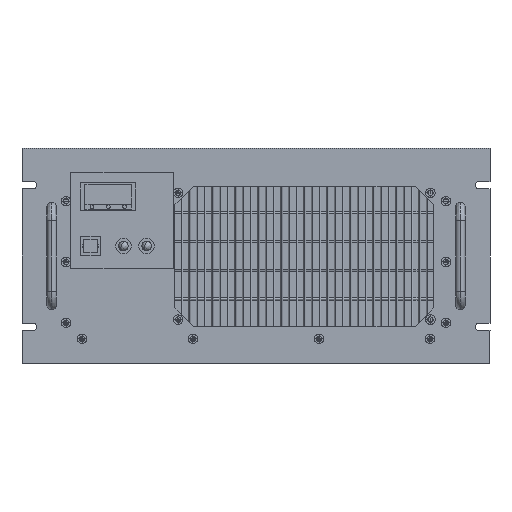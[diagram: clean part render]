
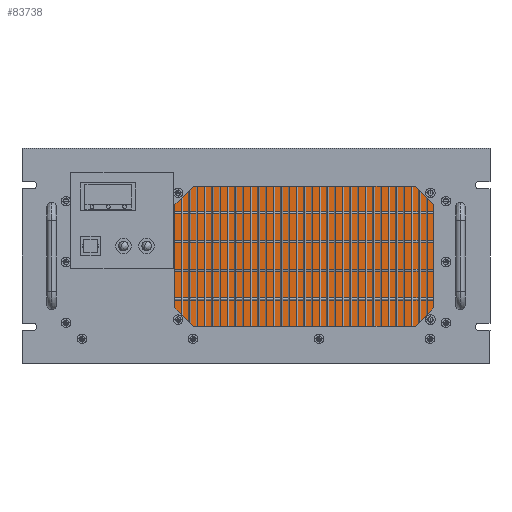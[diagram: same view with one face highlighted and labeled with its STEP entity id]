
A CAD part, front view. The second image highlights one B-rep face of the part: STEP entity #83738.
In plain terms, the highlighted planar face has unit normal (0, -1, 0).
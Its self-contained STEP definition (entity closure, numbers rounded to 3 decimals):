
#4873 = CARTESIAN_POINT ( 'NONE',  ( 474.225, 11.156, 11.282 ) ) ;
#12403 = VECTOR ( 'NONE', #107245, 39.37 ) ;
#22347 = EDGE_CURVE ( 'NONE', #83822, #91010, #29603, .T. ) ;
#24403 = ORIENTED_EDGE ( 'NONE', *, *, #22347, .T. ) ;
#29603 = LINE ( 'NONE', #42612, #72054 ) ;
#29995 = CARTESIAN_POINT ( 'NONE',  ( 474.225, 11.156, 5.351 ) ) ;
#33211 = CARTESIAN_POINT ( 'NONE',  ( 474.225, 11.156, 5.351 ) ) ;
#37714 = CARTESIAN_POINT ( 'NONE',  ( 463.035, 11.156, 5.351 ) ) ;
#38659 = LINE ( 'NONE', #46422, #81094 ) ;
#42612 = CARTESIAN_POINT ( 'NONE',  ( 463.231, 11.156, 11.282 ) ) ;
#45628 = PLANE ( 'NONE',  #90336 ) ;
#45971 = VERTEX_POINT ( 'NONE', #33211 ) ;
#46422 = CARTESIAN_POINT ( 'NONE',  ( 463.035, 11.156, 5.351 ) ) ;
#48001 = FACE_OUTER_BOUND ( 'NONE', #65461, .T. ) ;
#49123 = LINE ( 'NONE', #29995, #91476 ) ;
#54155 = DIRECTION ( 'NONE',  ( 0., 0., -1. ) ) ;
#65461 = EDGE_LOOP ( 'NONE', ( #24403, #73810, #108253, #75133 ) ) ;
#72027 = DIRECTION ( 'NONE',  ( 0., 0., -1. ) ) ;
#72054 = VECTOR ( 'NONE', #85197, 39.37 ) ;
#73810 = ORIENTED_EDGE ( 'NONE', *, *, #97167, .T. ) ;
#75133 = ORIENTED_EDGE ( 'NONE', *, *, #109184, .T. ) ;
#78882 = CARTESIAN_POINT ( 'NONE',  ( 463.035, 11.156, 11.282 ) ) ;
#81094 = VECTOR ( 'NONE', #72027, 39.37 ) ;
#81761 = CARTESIAN_POINT ( 'NONE',  ( 463.231, 11.156, 5.351 ) ) ;
#82839 = EDGE_CURVE ( 'NONE', #107386, #45971, #102395, .T. ) ;
#83738 = ADVANCED_FACE ( 'NONE', ( #48001 ), #45628, .T. ) ;
#83822 = VERTEX_POINT ( 'NONE', #4873 ) ;
#85197 = DIRECTION ( 'NONE',  ( -1., 0., 0. ) ) ;
#89238 = DIRECTION ( 'NONE',  ( 0., 0., 1. ) ) ;
#90336 = AXIS2_PLACEMENT_3D ( 'NONE', #96267, #104813, #54155 ) ;
#91010 = VERTEX_POINT ( 'NONE', #78882 ) ;
#91476 = VECTOR ( 'NONE', #89238, 39.37 ) ;
#96267 = CARTESIAN_POINT ( 'NONE',  ( 463.231, 11.156, 5.351 ) ) ;
#97167 = EDGE_CURVE ( 'NONE', #91010, #107386, #38659, .T. ) ;
#102395 = LINE ( 'NONE', #81761, #12403 ) ;
#104813 = DIRECTION ( 'NONE',  ( 0., -1., 0. ) ) ;
#107245 = DIRECTION ( 'NONE',  ( 1., 0., 0. ) ) ;
#107386 = VERTEX_POINT ( 'NONE', #37714 ) ;
#108253 = ORIENTED_EDGE ( 'NONE', *, *, #82839, .T. ) ;
#109184 = EDGE_CURVE ( 'NONE', #45971, #83822, #49123, .T. ) ;
